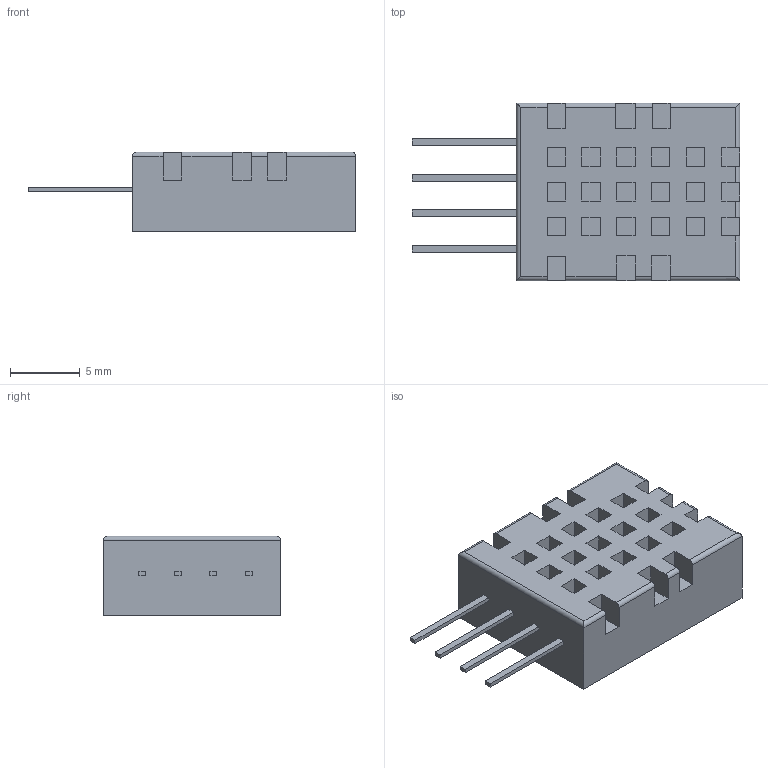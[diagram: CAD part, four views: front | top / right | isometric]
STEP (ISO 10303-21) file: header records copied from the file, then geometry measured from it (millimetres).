
FILE_DESCRIPTION(('FreeCAD Model'),'2;1');
FILE_NAME('DHT11_V.step', '2018-11-30T11:53:03',('Author'),(''), 'Open CASCADE STEP processor 7.3','FreeCAD','Unknown');
FILE_SCHEMA(('AUTOMOTIVE_DESIGN_CC2 { 1 2 10303 214 -1 1 5 4 }'));
Length unit declared in the file: millimetre
Products named in the file (2): Array003; Cut
Bounding box: 23.45 x 12.7 x 5.7 mm (x, y, z)
Volume: 1081.6 mm3; surface area: 965.1 mm2
Topology: 5 solids, 5 shells, 154 faces, 383 edges, 254 vertices
Faces by surface type: plane 141, cylinder 13
Entity records: 9438 total; most frequent: CARTESIAN_POINT 1850, DIRECTION 1290, LINE 927, VECTOR 927, ORIENTED_EDGE 766, PCURVE 766, DEFINITIONAL_REPRESENTATION 766, EDGE_CURVE 383
